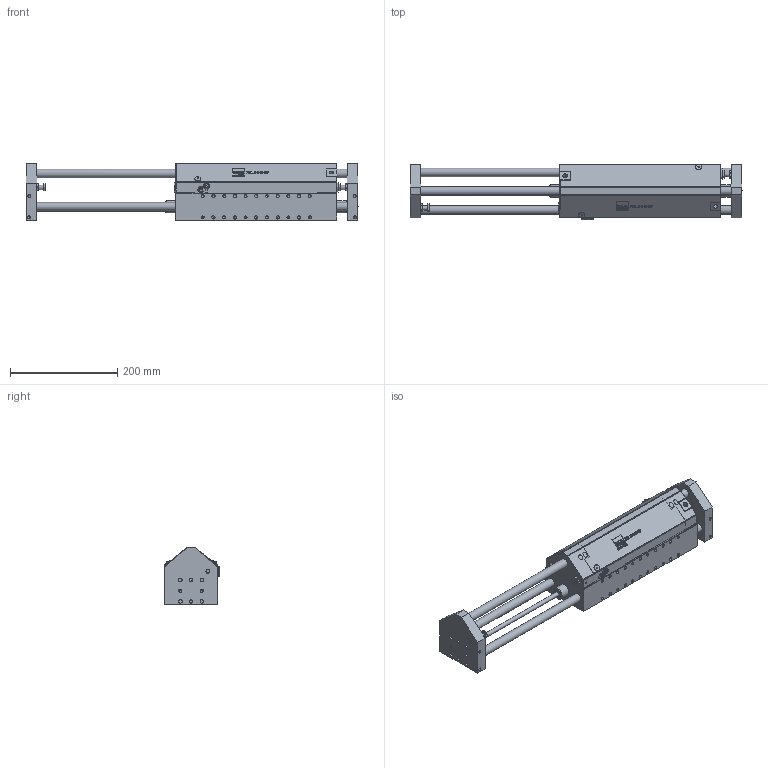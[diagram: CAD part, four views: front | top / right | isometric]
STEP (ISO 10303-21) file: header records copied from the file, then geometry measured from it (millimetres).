
FILE_DESCRIPTION((''),'2;1');
FILE_NAME('MSL3-240-3F.stp','2012-10-01T11:21:20',('hartung_david'),(''),'Autodesk Inventor 2012','Autodesk Inventor 2012','');
FILE_SCHEMA(('AUTOMOTIVE_DESIGN { 1 0 10303 214 1 1 1 1 }'));
Length unit declared in the file: millimetre
Products named in the file (3): MSL3-240-3F; MSL3-240-3F-010; MSL3-240-3F-020
Assembly tree (2 placements, depth 2):
  MSL3-240-3F
    MSL3-240-3F-010
    MSL3-240-3F-020
Bounding box: 620 x 103.5 x 107 mm (x, y, z)
Volume: 3182685.8 mm3; surface area: 478654.1 mm2
Topology: 2 solids, 24 shells, 1265 faces, 3302 edges, 2206 vertices
Faces by surface type: plane 594, cylinder 274, bspline 261, cone 132, torus 4
Full cylindrical faces by diameter (mm): 3.459 x2, 3.7 x2, 4 x2, 4.134 x2, 4.917 x36, 5.459 x48, 6 x38, 6.5 x2, 6.6 x8, 6.917 x2, 7 x2, 7.459 x2, 8 x18, 8.5 x2, 8.566 x2, 8.8 x2, 9.5 x2, 9.6 x4, 10.8 x2, 11 x10, 11.4 x2, 11.5 x2, 13.4 x2, 15 x12, 16 x12, 16.05 x2, 17 x2, 18.376 x2, 23 x2, 26 x4
Entity records: 38507 total; most frequent: CARTESIAN_POINT 10166, ORIENTED_EDGE 5394, DIRECTION 4742, EDGE_CURVE 2697, VERTEX_POINT 1975, EDGE_LOOP 1874, AXIS2_PLACEMENT_3D 1612, VECTOR 1518
